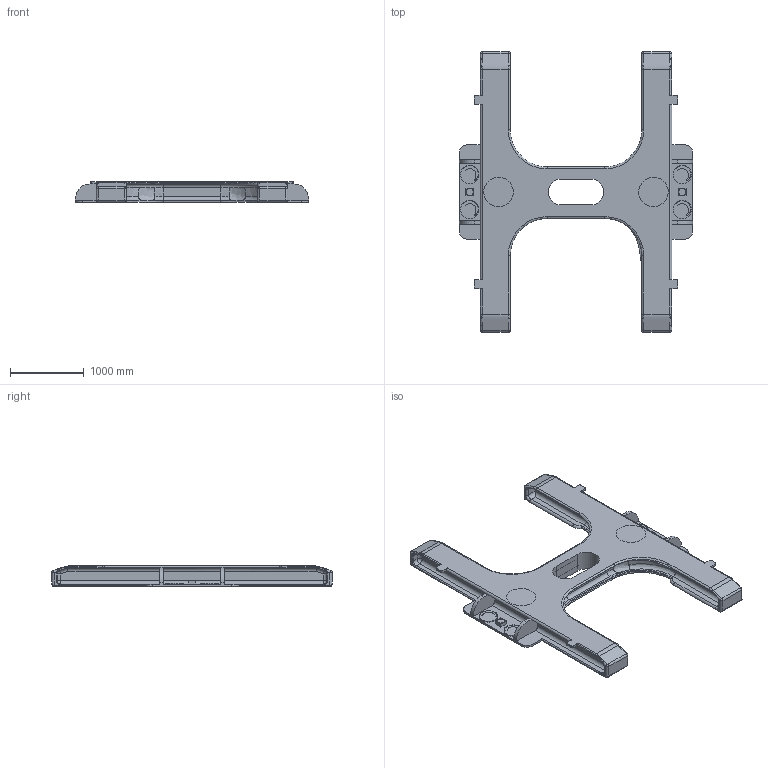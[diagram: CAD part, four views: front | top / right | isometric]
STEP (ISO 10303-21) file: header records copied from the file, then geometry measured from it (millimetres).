
FILE_DESCRIPTION(('CAx-IF Rec.Pracs.---Model Styling and Organization---1.2---2011-12-15','CAx-IF Rec.Pracs.---Geometric and Assembly Validation Properties---4.1---2014-06-16','CAx-IF Rec.Pracs.---PMI Polyline Presentation---2.0---2013-05-24'),'2;1');
FILE_NAME('zhuanxiangjia2.stp','2024-08-27T06:02:45+08:00',(' '),(' '),'HyperWorksVersion-2019.1.0.20','3D_Kernel_IO2018 Sp3 by CT CoreTechnologie',' ');
FILE_SCHEMA(('AUTOMOTIVE_DESIGN { 1 0 10303 214 1 1 1 1 }'));
Length unit declared in the file: millimetre
Products named in the file (2): Model; Document
Assembly tree (1 placements, depth 2):
  Model
    Document
Bounding box: 3160 x 3800 x 280 mm (x, y, z)
Volume: 725165468.5 mm3; surface area: 19737483.5 mm2
Topology: 1 solids, 1 shells, 426 faces, 1246 edges, 822 vertices
Faces by surface type: cylinder 171, bspline 157, plane 98
Entity records: 21411 total; most frequent: CARTESIAN_POINT 10277, ORIENTED_EDGE 2456, DIRECTION 2221, EDGE_CURVE 1228, VERTEX_POINT 822, AXIS2_PLACEMENT_3D 781, VECTOR 659, LINE 659
